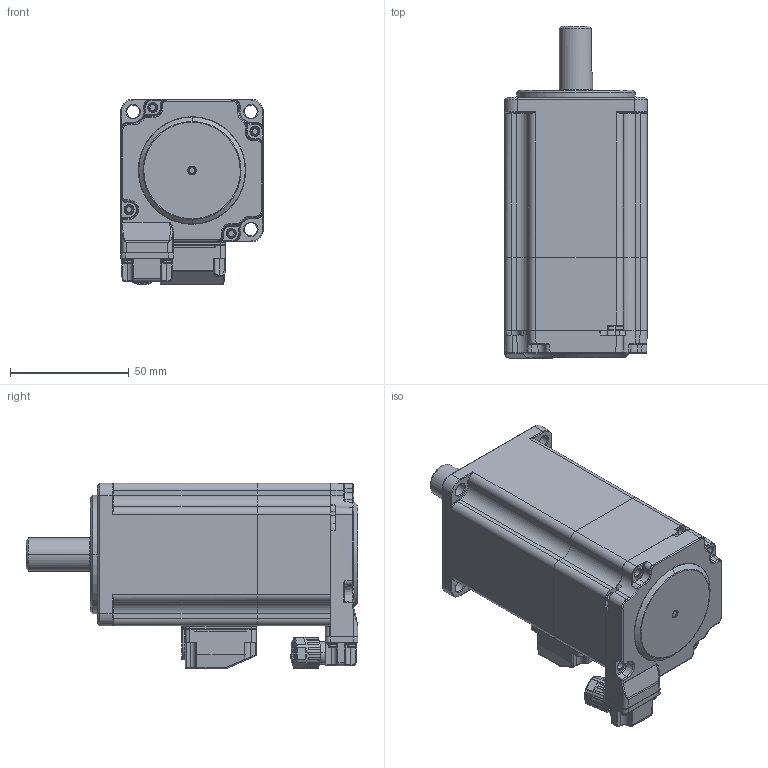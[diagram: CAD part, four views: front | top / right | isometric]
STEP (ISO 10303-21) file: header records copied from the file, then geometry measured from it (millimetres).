
FILE_DESCRIPTION (( 'STEP AP203' ), '1' );
FILE_NAME ('MF5H-60CM30BZ1-504.STEP', '2023-05-19T00:29:31', ( '' ), ( '' ), 'SwSTEP 2.0', 'SolidWorks 2016', '' );
FILE_SCHEMA (( 'CONFIG_CONTROL_DESIGN' ));
Length unit declared in the file: millimetre
Products named in the file (1): MF5H-60CM30BZ1-504
Bounding box: 60 x 139.65 x 78.1 mm (x, y, z)
Surface area: 41745.6 mm2 (no closed solid volume)
Topology: 0 solids, 21 shells, 928 faces, 2918 edges, 1931 vertices
Faces by surface type: cylinder 340, plane 282, torus 131, bspline 97, cone 65, sphere 13
Entity records: 40741 total; most frequent: CARTESIAN_POINT 16115, DIRECTION 5002, ORIENTED_EDGE 4912, EDGE_CURVE 2890, VERTEX_POINT 1930, AXIS2_PLACEMENT_3D 1854, VECTOR 1294, LINE 1294
